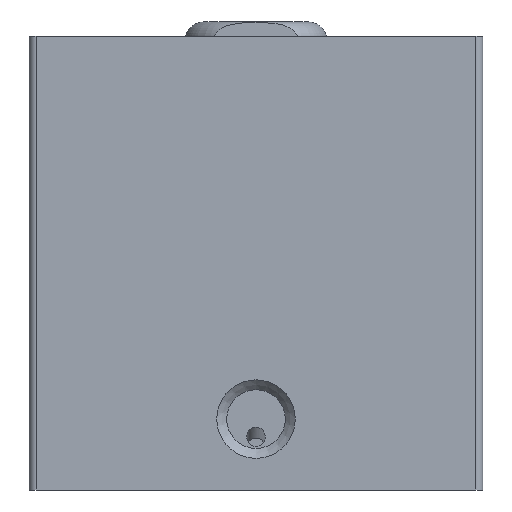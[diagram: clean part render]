
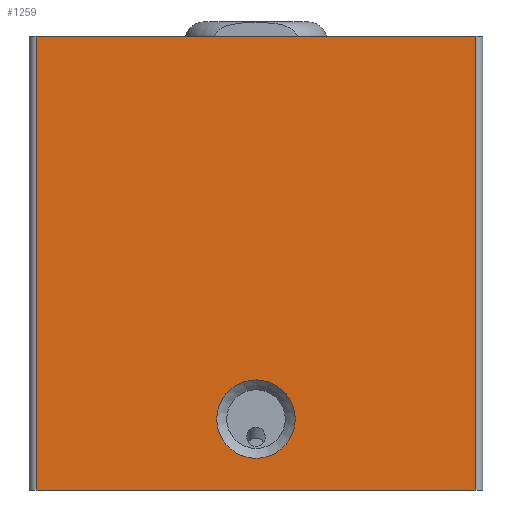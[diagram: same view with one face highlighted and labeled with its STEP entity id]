
A CAD part, left-side view. The second image highlights one B-rep face of the part: STEP entity #1259.
In plain terms, the highlighted planar face has unit normal (-1, 0, 0).
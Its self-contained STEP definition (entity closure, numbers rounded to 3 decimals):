
#221=CARTESIAN_POINT('',(-21.,15.5,-16.0));
#222=VERTEX_POINT('',#221);
#272=CARTESIAN_POINT('',(-21.,-15.5,-16.0));
#273=VERTEX_POINT('',#272);
#281=CARTESIAN_POINT('',(-21.,15.5,-16.0));
#282=DIRECTION('',(0.0,-1.0,0.0));
#283=VECTOR('',#282,31.);
#284=LINE('',#281,#283);
#285=EDGE_CURVE('',#222,#273,#284,.T.);
#780=CARTESIAN_POINT('',(-21.,15.5,16.0));
#781=VERTEX_POINT('',#780);
#789=CARTESIAN_POINT('',(-21.,-15.5,16.0));
#790=VERTEX_POINT('',#789);
#791=CARTESIAN_POINT('',(-21.,-15.5,16.0));
#792=DIRECTION('',(0.0,1.0,0.0));
#793=VECTOR('',#792,31.);
#794=LINE('',#791,#793);
#795=EDGE_CURVE('',#790,#781,#794,.T.);
#1203=CARTESIAN_POINT('',(-21.,0.,-8.233));
#1204=VERTEX_POINT('',#1203);
#1205=CARTESIAN_POINT('',(-21.,0.0,-11.0));
#1206=DIRECTION('',(-1.0,0.0,0.0));
#1207=DIRECTION('',(0.0,0.0,-1.0));
#1208=AXIS2_PLACEMENT_3D('',#1205,#1206,#1207);
#1209=CIRCLE('',#1208,2.767);
#1210=EDGE_CURVE('',#1204,#1204,#1209,.T.);
#1235=CARTESIAN_POINT('',(-21.,-15.5,0.0));
#1236=DIRECTION('',(-1.0,0.0,0.0));
#1237=DIRECTION('',(0.0,0.0,1.0));
#1238=AXIS2_PLACEMENT_3D('',#1235,#1236,#1237);
#1239=PLANE('',#1238);
#1240=ORIENTED_EDGE('',*,*,#795,.T.);
#1241=CARTESIAN_POINT('',(-21.,15.5,16.0));
#1242=DIRECTION('',(0.0,0.0,-1.0));
#1243=VECTOR('',#1242,32.0);
#1244=LINE('',#1241,#1243);
#1245=EDGE_CURVE('',#781,#222,#1244,.T.);
#1246=ORIENTED_EDGE('',*,*,#1245,.T.);
#1247=ORIENTED_EDGE('',*,*,#285,.T.);
#1248=CARTESIAN_POINT('',(-21.,-15.5,16.0));
#1249=DIRECTION('',(0.0,0.0,-1.0));
#1250=VECTOR('',#1249,32.0);
#1251=LINE('',#1248,#1250);
#1252=EDGE_CURVE('',#790,#273,#1251,.T.);
#1253=ORIENTED_EDGE('',*,*,#1252,.F.);
#1254=EDGE_LOOP('',(#1240,#1246,#1247,#1253));
#1255=FACE_OUTER_BOUND('',#1254,.T.);
#1256=ORIENTED_EDGE('',*,*,#1210,.F.);
#1257=EDGE_LOOP('',(#1256));
#1258=FACE_BOUND('',#1257,.T.);
#1259=ADVANCED_FACE('',(#1255,#1258),#1239,.T.);
